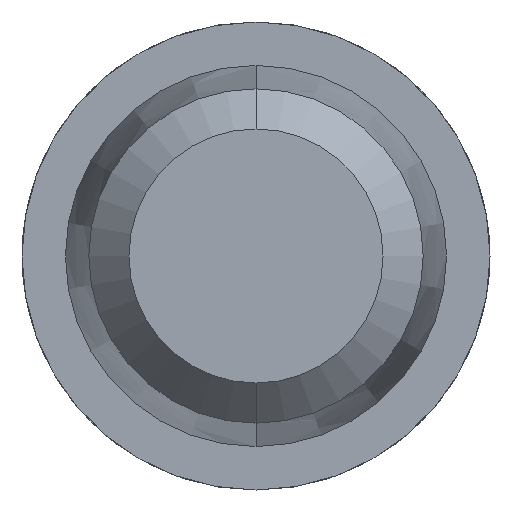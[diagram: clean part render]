
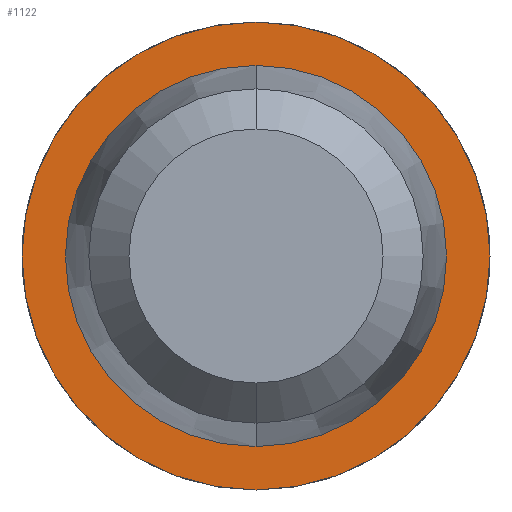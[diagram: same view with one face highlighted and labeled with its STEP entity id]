
A CAD part, front view. The second image highlights one B-rep face of the part: STEP entity #1122.
In plain terms, the highlighted planar face has unit normal (0, -1, 0).
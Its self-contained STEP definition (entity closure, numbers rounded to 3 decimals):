
#14 = AXIS2_PLACEMENT_3D ( 'NONE', #3205, #3836, #2212 ) ;
#134 = CARTESIAN_POINT ( 'NONE',  ( 0., 26., 0.7 ) ) ;
#356 = EDGE_LOOP ( 'NONE', ( #708, #3181 ) ) ;
#399 = EDGE_CURVE ( 'Defeature ausgef�hrt3_15+Defeature ausgef�hrt3_16+Defeature ausgef�hrt3_16+Defeature ausgef�hrt3_16', #4027, #2036, #1352, .T. ) ;
#594 = FACE_BOUND ( 'NONE', #356, .T. ) ;
#657 = AXIS2_PLACEMENT_3D ( 'NONE', #2554, #3565, #2883 ) ;
#708 = ORIENTED_EDGE ( 'NONE', *, *, #399, .F. ) ;
#849 = AXIS2_PLACEMENT_3D ( 'NONE', #1958, #1944, #1920 ) ;
#956 = CARTESIAN_POINT ( 'NONE',  ( 0., 26., 0. ) ) ;
#998 = FACE_OUTER_BOUND ( 'NONE', #2940, .T. ) ;
#1092 = VERTEX_POINT ( 'NONE', #134 ) ;
#1122 = ADVANCED_FACE ( 'Defeature ausgef�hrt3_16', ( #998, #594 ), #3132, .T. ) ;
#1142 = CARTESIAN_POINT ( 'NONE',  ( 0.57, 26., 0. ) ) ;
#1294 = DIRECTION ( 'NONE',  ( 0., -1., 0. ) ) ;
#1297 = CIRCLE ( 'NONE', #2177, 0.7 ) ;
#1352 = CIRCLE ( 'NONE', #849, 0.57 ) ;
#1359 = CIRCLE ( 'NONE', #657, 0.57 ) ;
#1516 = DIRECTION ( 'NONE',  ( 0., -1., 0. ) ) ;
#1520 = EDGE_CURVE ( 'Defeature ausgef�hrt3_15+Defeature ausgef�hrt3_16+Defeature ausgef�hrt3_16+Defeature ausgef�hrt3_16', #2036, #4027, #1359, .T. ) ;
#1570 = EDGE_CURVE ( 'Defeature ausgef�hrt3_16+Defeature ausgef�hrt3_17+Defeature ausgef�hrt3_17+Defeature ausgef�hrt3_17', #3821, #1092, #3017, .T. ) ;
#1576 = DIRECTION ( 'NONE',  ( 0., 0., -1. ) ) ;
#1600 = AXIS2_PLACEMENT_3D ( 'NONE', #1142, #1516, #3444 ) ;
#1920 = DIRECTION ( 'NONE',  ( 0., 0., -1. ) ) ;
#1944 = DIRECTION ( 'NONE',  ( 0., -1., 0. ) ) ;
#1958 = CARTESIAN_POINT ( 'NONE',  ( 0., 26., 0. ) ) ;
#2035 = EDGE_CURVE ( 'Defeature ausgef�hrt3_16+Defeature ausgef�hrt3_17+Defeature ausgef�hrt3_17+Defeature ausgef�hrt3_17', #1092, #3821, #1297, .T. ) ;
#2036 = VERTEX_POINT ( 'NONE', #2650 ) ;
#2177 = AXIS2_PLACEMENT_3D ( 'NONE', #956, #1294, #1576 ) ;
#2212 = DIRECTION ( 'NONE',  ( 0., 0., -1. ) ) ;
#2554 = CARTESIAN_POINT ( 'NONE',  ( 0., 26., 0. ) ) ;
#2650 = CARTESIAN_POINT ( 'NONE',  ( 0., 26., -0.57 ) ) ;
#2670 = ORIENTED_EDGE ( 'NONE', *, *, #1570, .T. ) ;
#2852 = ORIENTED_EDGE ( 'NONE', *, *, #2035, .T. ) ;
#2883 = DIRECTION ( 'NONE',  ( 0., 0., -1. ) ) ;
#2940 = EDGE_LOOP ( 'NONE', ( #2670, #2852 ) ) ;
#3017 = CIRCLE ( 'NONE', #14, 0.7 ) ;
#3132 = PLANE ( 'NONE',  #1600 ) ;
#3181 = ORIENTED_EDGE ( 'NONE', *, *, #1520, .F. ) ;
#3205 = CARTESIAN_POINT ( 'NONE',  ( 0., 26., 0. ) ) ;
#3401 = CARTESIAN_POINT ( 'NONE',  ( 0., 26., -0.7 ) ) ;
#3444 = DIRECTION ( 'NONE',  ( 0., 0., -1. ) ) ;
#3565 = DIRECTION ( 'NONE',  ( 0., -1., 0. ) ) ;
#3821 = VERTEX_POINT ( 'NONE', #3401 ) ;
#3836 = DIRECTION ( 'NONE',  ( 0., -1., 0. ) ) ;
#4027 = VERTEX_POINT ( 'NONE', #4144 ) ;
#4144 = CARTESIAN_POINT ( 'NONE',  ( 0., 26., 0.57 ) ) ;
